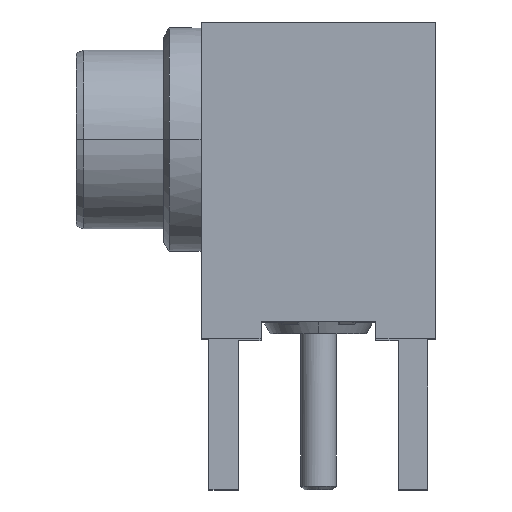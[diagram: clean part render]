
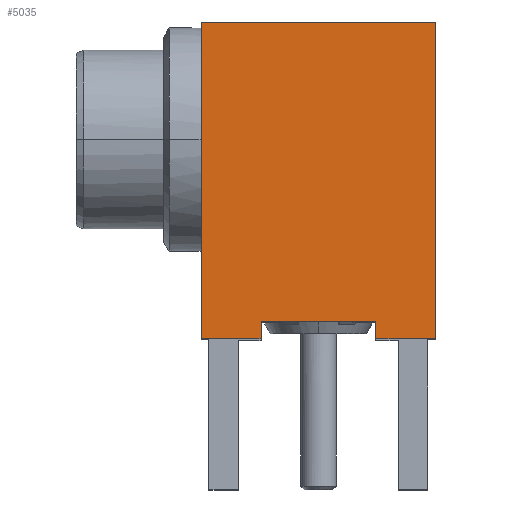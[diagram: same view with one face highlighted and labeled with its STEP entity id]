
A CAD part, top view. The second image highlights one B-rep face of the part: STEP entity #5035.
In plain terms, the highlighted planar face has unit normal (0, 0, 1).
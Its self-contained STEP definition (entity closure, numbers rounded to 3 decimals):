
#9 = CARTESIAN_POINT ( 'NONE',  ( -3.15, -4.9, 3.15 ) ) ;
#29 = EDGE_CURVE ( 'NONE', #5752, #2233, #3698, .T. ) ;
#447 = CARTESIAN_POINT ( 'NONE',  ( -3.15, -5.35, 3.15 ) ) ;
#522 = EDGE_CURVE ( 'NONE', #1668, #782, #1692, .T. ) ;
#782 = VERTEX_POINT ( 'NONE', #1148 ) ;
#841 = DIRECTION ( 'NONE',  ( 0., 1., 0. ) ) ;
#845 = EDGE_CURVE ( 'NONE', #2953, #4997, #6020, .T. ) ;
#950 = DIRECTION ( 'NONE',  ( 1., 0., 0. ) ) ;
#966 = EDGE_CURVE ( 'NONE', #4997, #4021, #5635, .T. ) ;
#978 = ORIENTED_EDGE ( 'NONE', *, *, #522, .F. ) ;
#1139 = EDGE_CURVE ( 'NONE', #4021, #5752, #4874, .T. ) ;
#1148 = CARTESIAN_POINT ( 'NONE',  ( 3.15, -5.35, 3.15 ) ) ;
#1350 = CARTESIAN_POINT ( 'NONE',  ( -1.54, -5.35, 3.15 ) ) ;
#1406 = CARTESIAN_POINT ( 'NONE',  ( -3.15, 3.15, 3.15 ) ) ;
#1454 = VERTEX_POINT ( 'NONE', #4117 ) ;
#1563 = CARTESIAN_POINT ( 'NONE',  ( -3.15, -5.35, 3.15 ) ) ;
#1629 = DIRECTION ( 'NONE',  ( 1., 0., 0. ) ) ;
#1668 = VERTEX_POINT ( 'NONE', #3921 ) ;
#1692 = LINE ( 'NONE', #4370, #5688 ) ;
#1729 = DIRECTION ( 'NONE',  ( 0., -1., 0. ) ) ;
#1830 = DIRECTION ( 'NONE',  ( 0., 1., 0. ) ) ;
#2233 = VERTEX_POINT ( 'NONE', #4972 ) ;
#2301 = LINE ( 'NONE', #4473, #3099 ) ;
#2314 = CARTESIAN_POINT ( 'NONE',  ( -3.15, -5.35, 3.15 ) ) ;
#2328 = VECTOR ( 'NONE', #2682, 1000. ) ;
#2338 = VECTOR ( 'NONE', #1830, 1000. ) ;
#2682 = DIRECTION ( 'NONE',  ( 1., 0., 0. ) ) ;
#2953 = VERTEX_POINT ( 'NONE', #5086 ) ;
#2959 = ORIENTED_EDGE ( 'NONE', *, *, #1139, .T. ) ;
#3099 = VECTOR ( 'NONE', #841, 1000. ) ;
#3271 = DIRECTION ( 'NONE',  ( 1., 0., 0. ) ) ;
#3306 = PLANE ( 'NONE',  #5529 ) ;
#3341 = VECTOR ( 'NONE', #1629, 1000. ) ;
#3512 = ORIENTED_EDGE ( 'NONE', *, *, #845, .T. ) ;
#3536 = EDGE_CURVE ( 'NONE', #1454, #782, #6218, .T. ) ;
#3647 = ORIENTED_EDGE ( 'NONE', *, *, #3536, .T. ) ;
#3698 = LINE ( 'NONE', #9, #2328 ) ;
#3921 = CARTESIAN_POINT ( 'NONE',  ( 3.15, 3.15, 3.15 ) ) ;
#4021 = VERTEX_POINT ( 'NONE', #5447 ) ;
#4117 = CARTESIAN_POINT ( 'NONE',  ( 1.54, -5.35, 3.15 ) ) ;
#4331 = ORIENTED_EDGE ( 'NONE', *, *, #5756, .F. ) ;
#4370 = CARTESIAN_POINT ( 'NONE',  ( 3.15, -5.35, 3.15 ) ) ;
#4389 = VECTOR ( 'NONE', #950, 1000. ) ;
#4452 = DIRECTION ( 'NONE',  ( 0., -1., 0. ) ) ;
#4473 = CARTESIAN_POINT ( 'NONE',  ( 1.54, -5.4, 3.15 ) ) ;
#4522 = LINE ( 'NONE', #1406, #6267 ) ;
#4523 = ORIENTED_EDGE ( 'NONE', *, *, #29, .T. ) ;
#4874 = LINE ( 'NONE', #1350, #2338 ) ;
#4972 = CARTESIAN_POINT ( 'NONE',  ( 1.54, -4.9, 3.15 ) ) ;
#4997 = VERTEX_POINT ( 'NONE', #5242 ) ;
#5035 = ADVANCED_FACE ( 'NONE', ( #5932 ), #3306, .T. ) ;
#5086 = CARTESIAN_POINT ( 'NONE',  ( -3.15, 3.15, 3.15 ) ) ;
#5242 = CARTESIAN_POINT ( 'NONE',  ( -3.15, -5.35, 3.15 ) ) ;
#5384 = CARTESIAN_POINT ( 'NONE',  ( -1.54, -4.9, 3.15 ) ) ;
#5425 = CARTESIAN_POINT ( 'NONE',  ( -3.15, -5.35, 3.15 ) ) ;
#5447 = CARTESIAN_POINT ( 'NONE',  ( -1.54, -5.35, 3.15 ) ) ;
#5529 = AXIS2_PLACEMENT_3D ( 'NONE', #5425, #6481, #3271 ) ;
#5635 = LINE ( 'NONE', #447, #4389 ) ;
#5688 = VECTOR ( 'NONE', #1729, 1000. ) ;
#5752 = VERTEX_POINT ( 'NONE', #5384 ) ;
#5756 = EDGE_CURVE ( 'NONE', #1454, #2233, #2301, .T. ) ;
#5932 = FACE_OUTER_BOUND ( 'NONE', #6498, .T. ) ;
#6020 = LINE ( 'NONE', #2314, #6131 ) ;
#6131 = VECTOR ( 'NONE', #4452, 1000. ) ;
#6218 = LINE ( 'NONE', #1563, #3341 ) ;
#6220 = ORIENTED_EDGE ( 'NONE', *, *, #6658, .T. ) ;
#6267 = VECTOR ( 'NONE', #6599, 1000. ) ;
#6481 = DIRECTION ( 'NONE',  ( 0., 0., 1. ) ) ;
#6498 = EDGE_LOOP ( 'NONE', ( #978, #6220, #3512, #6517, #2959, #4523, #4331, #3647 ) ) ;
#6517 = ORIENTED_EDGE ( 'NONE', *, *, #966, .T. ) ;
#6599 = DIRECTION ( 'NONE',  ( -1., 0., 0. ) ) ;
#6658 = EDGE_CURVE ( 'NONE', #1668, #2953, #4522, .T. ) ;
